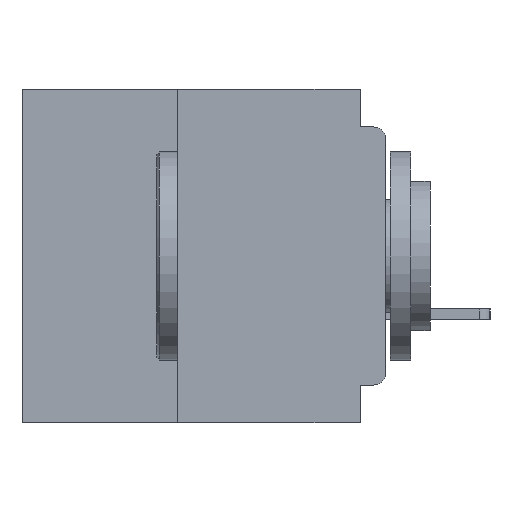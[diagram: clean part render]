
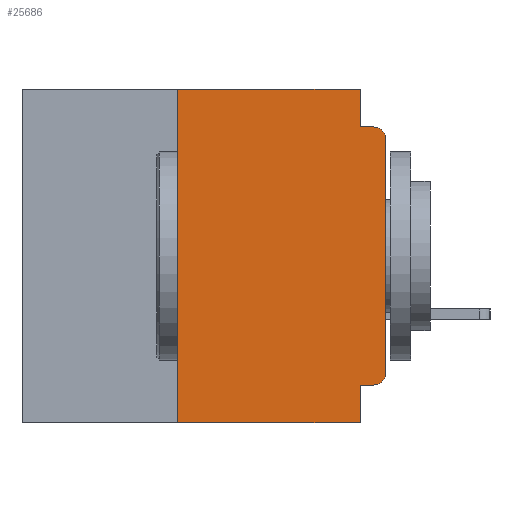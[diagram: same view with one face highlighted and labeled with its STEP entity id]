
A CAD part, left-side view. The second image highlights one B-rep face of the part: STEP entity #25686.
In plain terms, the highlighted planar face has unit normal (-1, 0, 0).
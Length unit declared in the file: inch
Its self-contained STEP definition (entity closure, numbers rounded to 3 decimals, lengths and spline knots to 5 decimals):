
#422 = CARTESIAN_POINT ( 'NONE',  ( 0., 0.25, -0.4 ) ) ;
#477 = ORIENTED_EDGE ( 'NONE', *, *, #34594, .T. ) ;
#519 = LINE ( 'NONE', #16837, #19900 ) ;
#938 = LINE ( 'NONE', #5748, #10008 ) ;
#1006 = CARTESIAN_POINT ( 'NONE',  ( 0., 0.015, -0.355 ) ) ;
#1545 = CARTESIAN_POINT ( 'NONE',  ( 0., 0.25, 0. ) ) ;
#1569 = CARTESIAN_POINT ( 'NONE',  ( 0., 0.015, -0.34 ) ) ;
#2384 = AXIS2_PLACEMENT_3D ( 'NONE', #4737, #31619, #8579 ) ;
#3297 = CARTESIAN_POINT ( 'NONE',  ( 0., 0., 0. ) ) ;
#3468 = DIRECTION ( 'NONE',  ( 0., 0., 1. ) ) ;
#3763 = EDGE_CURVE ( 'NONE', #8304, #19411, #45430, .T. ) ;
#3879 = LINE ( 'NONE', #43142, #33296 ) ;
#4111 = AXIS2_PLACEMENT_3D ( 'NONE', #1569, #28572, #5481 ) ;
#4333 = DIRECTION ( 'NONE',  ( 0., 0., 1. ) ) ;
#4737 = CARTESIAN_POINT ( 'NONE',  ( 0., 0.437, 0. ) ) ;
#4949 = EDGE_CURVE ( 'NONE', #44968, #8537, #37620, .T. ) ;
#5102 = DIRECTION ( 'NONE',  ( 0., -1., 0. ) ) ;
#5481 = DIRECTION ( 'NONE',  ( 0., 0., -1. ) ) ;
#5748 = CARTESIAN_POINT ( 'NONE',  ( 0., 0., -0.045 ) ) ;
#5961 = CIRCLE ( 'NONE', #6610, 0.015 ) ;
#6610 = AXIS2_PLACEMENT_3D ( 'NONE', #13266, #39943, #17168 ) ;
#7259 = VECTOR ( 'NONE', #39721, 39.37008 ) ;
#8304 = VERTEX_POINT ( 'NONE', #1006 ) ;
#8415 = PLANE ( 'NONE',  #2384 ) ;
#8537 = VERTEX_POINT ( 'NONE', #13986 ) ;
#8579 = DIRECTION ( 'NONE',  ( 0., 0., -1. ) ) ;
#9260 = CARTESIAN_POINT ( 'NONE',  ( 0., 0.25, -0.4 ) ) ;
#9630 = ORIENTED_EDGE ( 'NONE', *, *, #47512, .F. ) ;
#10008 = VECTOR ( 'NONE', #24965, 39.37008 ) ;
#10440 = ORIENTED_EDGE ( 'NONE', *, *, #30803, .F. ) ;
#10599 = CARTESIAN_POINT ( 'NONE',  ( 0., 0.031, -0.4 ) ) ;
#11755 = ORIENTED_EDGE ( 'NONE', *, *, #4949, .T. ) ;
#12851 = ORIENTED_EDGE ( 'NONE', *, *, #3763, .F. ) ;
#13036 = VERTEX_POINT ( 'NONE', #9260 ) ;
#13266 = CARTESIAN_POINT ( 'NONE',  ( 0., 0.015, -0.06 ) ) ;
#13986 = CARTESIAN_POINT ( 'NONE',  ( 0., 0., -0.06 ) ) ;
#14318 = CIRCLE ( 'NONE', #4111, 0.015 ) ;
#15986 = EDGE_CURVE ( 'NONE', #8537, #26167, #5961, .T. ) ;
#16837 = CARTESIAN_POINT ( 'NONE',  ( 0., 0.031, -0.4 ) ) ;
#17168 = DIRECTION ( 'NONE',  ( 0., 0., -1. ) ) ;
#17404 = VECTOR ( 'NONE', #3468, 39.37008 ) ;
#17641 = DIRECTION ( 'NONE',  ( 0., 0., -1. ) ) ;
#17792 = ORIENTED_EDGE ( 'NONE', *, *, #30144, .T. ) ;
#19411 = VERTEX_POINT ( 'NONE', #47832 ) ;
#19440 = EDGE_CURVE ( 'NONE', #28945, #21787, #24896, .T. ) ;
#19900 = VECTOR ( 'NONE', #20729, 39.37008 ) ;
#20156 = VERTEX_POINT ( 'NONE', #10599 ) ;
#20729 = DIRECTION ( 'NONE',  ( 0., 0., -1. ) ) ;
#20912 = EDGE_CURVE ( 'NONE', #13036, #43689, #46609, .T. ) ;
#21787 = VERTEX_POINT ( 'NONE', #41890 ) ;
#21895 = CARTESIAN_POINT ( 'NONE',  ( 0., 0.437, -0.4 ) ) ;
#24896 = LINE ( 'NONE', #32844, #34963 ) ;
#24965 = DIRECTION ( 'NONE',  ( 0., -1., 0. ) ) ;
#25043 = CARTESIAN_POINT ( 'NONE',  ( 0., 0., -0.34 ) ) ;
#25076 = LINE ( 'NONE', #21895, #37477 ) ;
#25686 = ADVANCED_FACE ( 'NONE', ( #45650 ), #8415, .F. ) ;
#25773 = DIRECTION ( 'NONE',  ( 0., -1., 0. ) ) ;
#26167 = VERTEX_POINT ( 'NONE', #49477 ) ;
#28572 = DIRECTION ( 'NONE',  ( -1., 0., 0. ) ) ;
#28945 = VERTEX_POINT ( 'NONE', #32121 ) ;
#30144 = EDGE_CURVE ( 'NONE', #8304, #44968, #14318, .T. ) ;
#30803 = EDGE_CURVE ( 'NONE', #21787, #26167, #938, .T. ) ;
#31619 = DIRECTION ( 'NONE',  ( 1., 0., 0. ) ) ;
#32121 = CARTESIAN_POINT ( 'NONE',  ( 0., 0.031, 0. ) ) ;
#32321 = ORIENTED_EDGE ( 'NONE', *, *, #20912, .F. ) ;
#32844 = CARTESIAN_POINT ( 'NONE',  ( 0., 0.031, 0. ) ) ;
#33296 = VECTOR ( 'NONE', #5102, 39.37008 ) ;
#34594 = EDGE_CURVE ( 'NONE', #13036, #20156, #25076, .T. ) ;
#34963 = VECTOR ( 'NONE', #17641, 39.37008 ) ;
#35783 = ORIENTED_EDGE ( 'NONE', *, *, #19440, .F. ) ;
#36389 = ORIENTED_EDGE ( 'NONE', *, *, #40076, .F. ) ;
#37477 = VECTOR ( 'NONE', #25773, 39.37008 ) ;
#37620 = LINE ( 'NONE', #3297, #17404 ) ;
#39084 = EDGE_LOOP ( 'NONE', ( #11755, #46752, #10440, #35783, #36389, #32321, #477, #9630, #12851, #17792 ) ) ;
#39312 = CARTESIAN_POINT ( 'NONE',  ( 0., 0., -0.355 ) ) ;
#39721 = DIRECTION ( 'NONE',  ( 0., 1., 0. ) ) ;
#39943 = DIRECTION ( 'NONE',  ( -1., 0., 0. ) ) ;
#40076 = EDGE_CURVE ( 'NONE', #43689, #28945, #3879, .T. ) ;
#41890 = CARTESIAN_POINT ( 'NONE',  ( 0., 0.031, -0.045 ) ) ;
#43142 = CARTESIAN_POINT ( 'NONE',  ( 0., 0.437, 0. ) ) ;
#43689 = VERTEX_POINT ( 'NONE', #1545 ) ;
#44234 = VECTOR ( 'NONE', #4333, 39.37008 ) ;
#44968 = VERTEX_POINT ( 'NONE', #25043 ) ;
#45430 = LINE ( 'NONE', #39312, #7259 ) ;
#45650 = FACE_OUTER_BOUND ( 'NONE', #39084, .T. ) ;
#46609 = LINE ( 'NONE', #422, #44234 ) ;
#46752 = ORIENTED_EDGE ( 'NONE', *, *, #15986, .T. ) ;
#47512 = EDGE_CURVE ( 'NONE', #19411, #20156, #519, .T. ) ;
#47832 = CARTESIAN_POINT ( 'NONE',  ( 0., 0.031, -0.355 ) ) ;
#49477 = CARTESIAN_POINT ( 'NONE',  ( 0., 0.015, -0.045 ) ) ;
